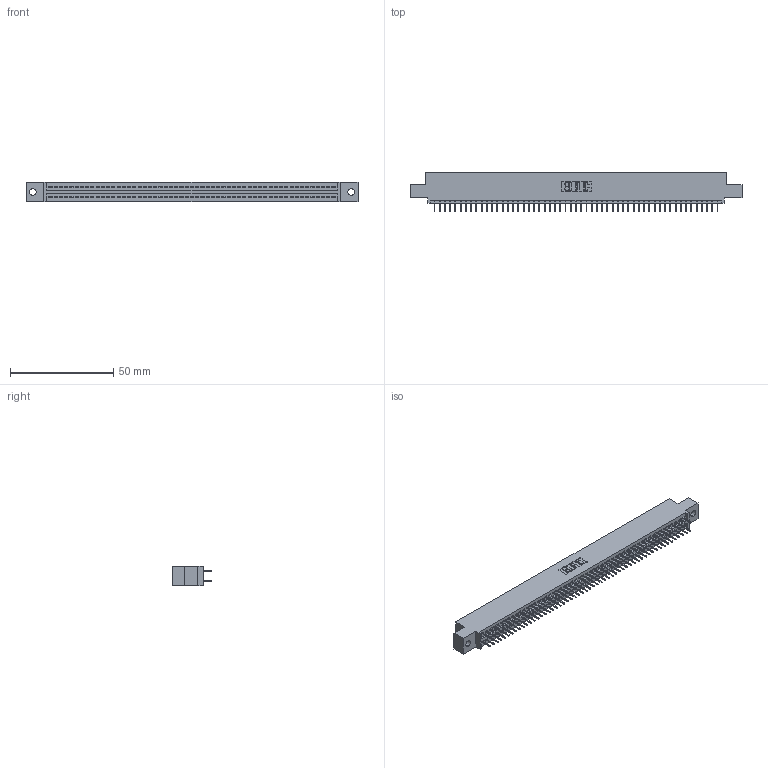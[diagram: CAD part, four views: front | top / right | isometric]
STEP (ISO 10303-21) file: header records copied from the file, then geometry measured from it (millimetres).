
FILE_DESCRIPTION (( 'STEP AP203' ), '1' );
FILE_NAME ('395-110-524-502.STEP', '2018-12-01T02:30:58', ( '' ), ( '' ), 'SwSTEP 2.0', 'SolidWorks 2016', '' );
FILE_SCHEMA (( 'CONFIG_CONTROL_DESIGN' ));
Length unit declared in the file: inch
Products named in the file (3): 395-110-524-502; 345-292-001_345-293-124; 345 Part_0.110 Offset - 0.128 Dia
Assembly tree (111 placements, depth 2):
  395-110-524-502
    345 Part_0.110 Offset - 0.128 Dia
    345-292-001_345-293-124  x110
Bounding box: 160.91 x 19.35 x 9.4 mm (x, y, z)
Volume: 15475 mm3; surface area: 22507.1 mm2
Topology: 111 solids, 111 shells, 6070 faces, 17183 edges, 11014 vertices
Faces by surface type: plane 4374, cylinder 1696
Entity records: 41613 total; most frequent: CARTESIAN_POINT 6964, ORIENTED_EDGE 6898, DIRECTION 6125, EDGE_CURVE 3449, VECTOR 3101, LINE 3101, VERTEX_POINT 2294, AXIS2_PLACEMENT_3D 1512
